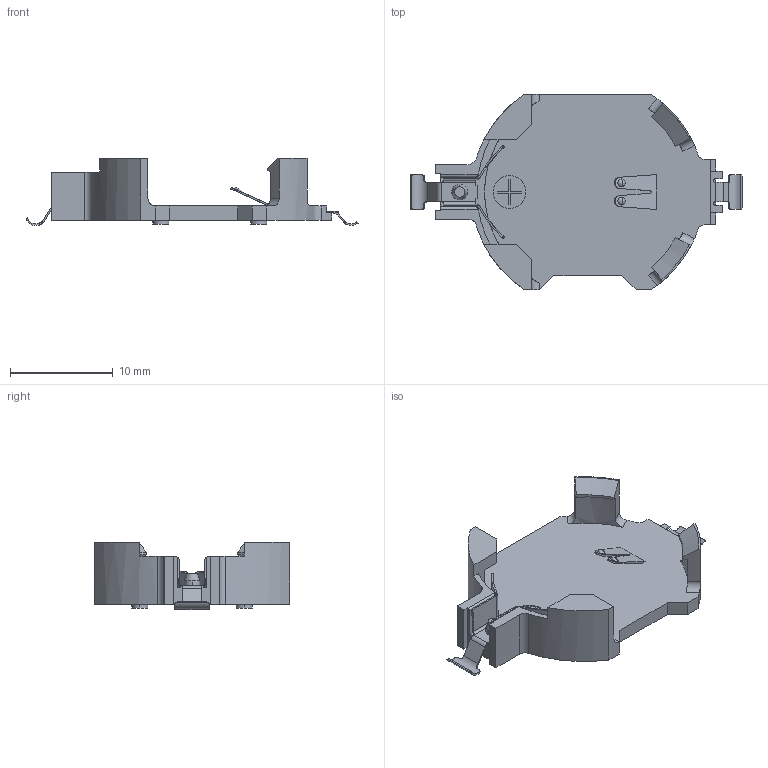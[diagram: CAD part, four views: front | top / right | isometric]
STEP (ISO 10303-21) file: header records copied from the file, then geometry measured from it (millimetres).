
FILE_DESCRIPTION(('STEP AP242'),'1');
FILE_NAME('796136-1.stp','2021-01-21T19:56:02',('TraceParts'),('TraceParts S.A.'),'Spatial InterOp 3D',' ',' ');
FILE_SCHEMA(('AP242_MANAGED_MODEL_BASED_3D_ENGINEERING_MIM_LF {1 0 10303 442 1 1 4}'));
Length unit declared in the file: millimetre
Products named in the file (1): 796136-1
Bounding box: 32.32 x 19.05 x 6.53 mm (x, y, z)
Volume: 731.2 mm3; surface area: 1400.2 mm2
Topology: 1 solids, 1 shells, 216 faces, 597 edges, 393 vertices
Faces by surface type: plane 123, cylinder 81, cone 6, bspline 6
Entity records: 7994 total; most frequent: CARTESIAN_POINT 2478, ORIENTED_EDGE 1194, DIRECTION 1097, EDGE_CURVE 597, VERTEX_POINT 393, LINE 385, VECTOR 385, AXIS2_PLACEMENT_3D 356
